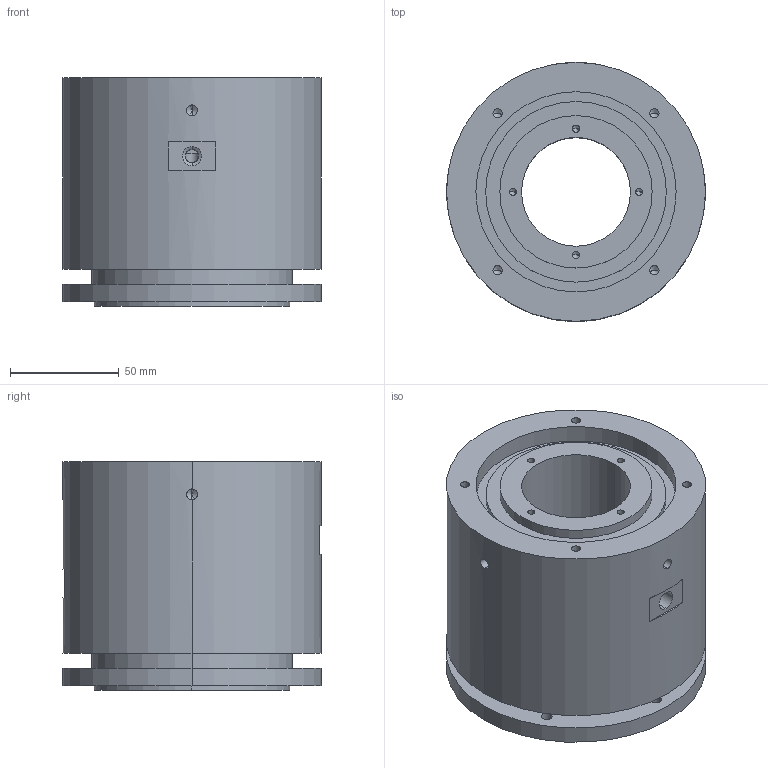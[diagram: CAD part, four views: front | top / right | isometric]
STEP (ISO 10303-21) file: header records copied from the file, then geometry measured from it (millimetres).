
FILE_DESCRIPTION (( 'STEP AP203' ), '1' );
FILE_NAME ('GJ2050-02.STEP', '2020-07-27T02:51:45', ( 'gongcheng1' ), ( '' ), 'SwSTEP 2.0', 'SolidWorks 2014', '' );
FILE_SCHEMA (( 'CONFIG_CONTROL_DESIGN' ));
Length unit declared in the file: millimetre
Products named in the file (1): GJ2050-02
Bounding box: 119 x 119 x 105 mm (x, y, z)
Volume: 890598.1 mm3; surface area: 92087 mm2
Topology: 1 solids, 1 shells, 130 faces, 308 edges, 174 vertices
Faces by surface type: cylinder 75, cone 34, plane 21
Entity records: 3902 total; most frequent: CARTESIAN_POINT 885, DIRECTION 659, ORIENTED_EDGE 568, EDGE_CURVE 284, AXIS2_PLACEMENT_3D 268, VERTEX_POINT 174, EDGE_LOOP 166, CIRCLE 137
